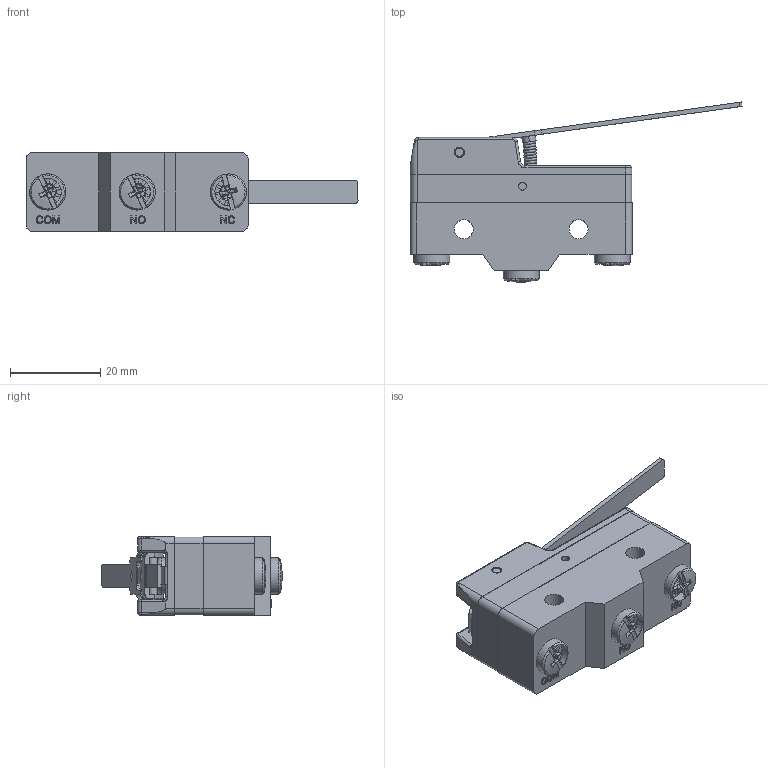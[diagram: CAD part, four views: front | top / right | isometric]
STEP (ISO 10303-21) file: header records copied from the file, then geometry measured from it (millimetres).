
FILE_DESCRIPTION (( 'STEP AP214' ), '1' );
FILE_NAME ('176-MS (Screw Terminal)-Long Hinge Lever.STEP', '2019-01-08T21:50:28', ( '' ), ( '' ), 'SwSTEP 2.0', 'SolidWorks 2018', '' );
FILE_SCHEMA (( 'AUTOMOTIVE_DESIGN' ));
Length unit declared in the file: inch
Products named in the file (1): 176-MS (Screw Terminal)-Long Hinge Lever
Bounding box: 73.48 x 39.86 x 17.45 mm (x, y, z)
Volume: 17829.9 mm3; surface area: 9996.6 mm2
Topology: 3 solids, 6 shells, 580 faces, 1508 edges, 897 vertices
Faces by surface type: plane 271, bspline 152, cylinder 119, torus 34, cone 4
Full cylindrical faces by diameter (mm): 1.5 x1, 1.7 x3, 1.8 x1, 1.954 x1, 2 x3, 2.06 x1, 3.8 x3, 4.2 x2, 6 x3, 8 x4
Entity records: 24462 total; most frequent: CARTESIAN_POINT 10788, ORIENTED_EDGE 2780, DIRECTION 2130, EDGE_CURVE 1390, VERTEX_POINT 881, AXIS2_PLACEMENT_3D 727, LINE 676, VECTOR 676
